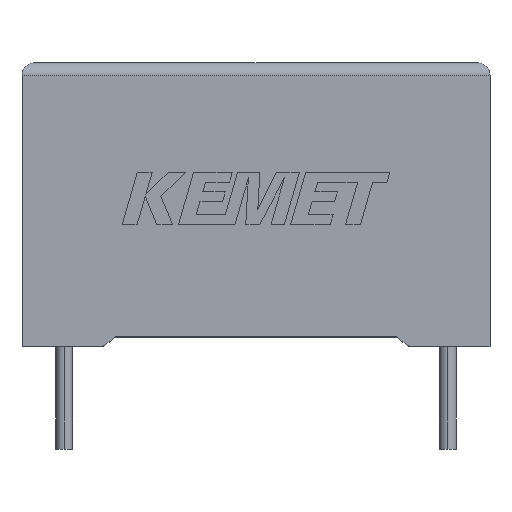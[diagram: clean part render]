
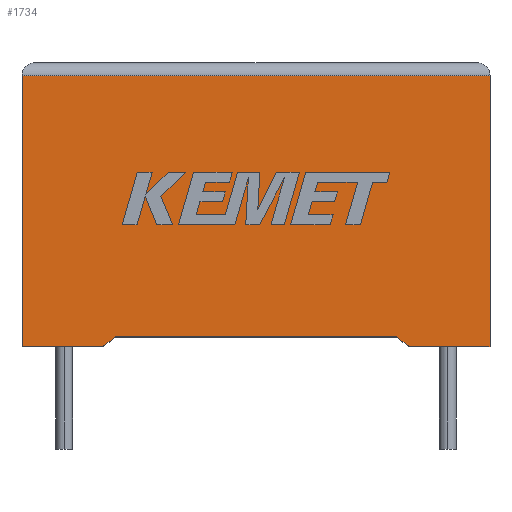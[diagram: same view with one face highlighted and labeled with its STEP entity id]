
A CAD part, top view. The second image highlights one B-rep face of the part: STEP entity #1734.
In plain terms, the highlighted planar face has unit normal (0, 0, 1).
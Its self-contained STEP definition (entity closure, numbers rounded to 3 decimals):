
#43 = AXIS2_PLACEMENT_3D ( 'NONE', #2496, #1795, #819 ) ;
#109 = ORIENTED_EDGE ( 'NONE', *, *, #695, .T. ) ;
#196 = ORIENTED_EDGE ( 'NONE', *, *, #1019, .T. ) ;
#243 = DIRECTION ( 'NONE',  ( 0.799, -0.602, 0. ) ) ;
#288 = CARTESIAN_POINT ( 'NONE',  ( 15.15, 0., 5.2 ) ) ;
#291 = CARTESIAN_POINT ( 'NONE',  ( 0., 10.6, 5.2 ) ) ;
#314 = VERTEX_POINT ( 'NONE', #3020 ) ;
#347 = VECTOR ( 'NONE', #243, 1000. ) ;
#396 = EDGE_CURVE ( 'NONE', #2027, #314, #1479, .T. ) ;
#461 = CARTESIAN_POINT ( 'NONE',  ( 0., 0., 5.2 ) ) ;
#470 = LINE ( 'NONE', #461, #1665 ) ;
#566 = FACE_OUTER_BOUND ( 'NONE', #2398, .T. ) ;
#569 = LINE ( 'NONE', #808, #1432 ) ;
#627 = VECTOR ( 'NONE', #2865, 1000. ) ;
#649 = DIRECTION ( 'NONE',  ( -1., 0., 0. ) ) ;
#681 = VECTOR ( 'NONE', #1429, 1000. ) ;
#695 = EDGE_CURVE ( 'NONE', #2945, #2908, #1997, .T. ) ;
#808 = CARTESIAN_POINT ( 'NONE',  ( 0., 0., 5.2 ) ) ;
#815 = CARTESIAN_POINT ( 'NONE',  ( 0., 0., 5.2 ) ) ;
#819 = DIRECTION ( 'NONE',  ( -1., 0., 0. ) ) ;
#843 = VERTEX_POINT ( 'NONE', #1122 ) ;
#870 = ORIENTED_EDGE ( 'NONE', *, *, #1559, .F. ) ;
#921 = CARTESIAN_POINT ( 'NONE',  ( 15.15, 0., 5.2 ) ) ;
#928 = LINE ( 'NONE', #3012, #2359 ) ;
#967 = CARTESIAN_POINT ( 'NONE',  ( 18.3, 0., 5.2 ) ) ;
#1019 = EDGE_CURVE ( 'NONE', #1404, #2027, #1230, .T. ) ;
#1122 = CARTESIAN_POINT ( 'NONE',  ( 14.642, 0.383, 5.2 ) ) ;
#1176 = DIRECTION ( 'NONE',  ( 0., -1., 0. ) ) ;
#1229 = VERTEX_POINT ( 'NONE', #921 ) ;
#1230 = LINE ( 'NONE', #967, #681 ) ;
#1361 = EDGE_CURVE ( 'NONE', #3052, #2908, #2580, .T. ) ;
#1363 = ORIENTED_EDGE ( 'NONE', *, *, #1952, .T. ) ;
#1404 = VERTEX_POINT ( 'NONE', #1543 ) ;
#1429 = DIRECTION ( 'NONE',  ( 0., 1., 0. ) ) ;
#1432 = VECTOR ( 'NONE', #2472, 1000. ) ;
#1479 = LINE ( 'NONE', #291, #627 ) ;
#1504 = EDGE_CURVE ( 'NONE', #314, #2945, #470, .T. ) ;
#1543 = CARTESIAN_POINT ( 'NONE',  ( 18.3, 0., 5.2 ) ) ;
#1548 = ORIENTED_EDGE ( 'NONE', *, *, #2277, .T. ) ;
#1559 = EDGE_CURVE ( 'NONE', #843, #3052, #928, .T. ) ;
#1592 = CARTESIAN_POINT ( 'NONE',  ( 3.658, 0.383, 5.2 ) ) ;
#1665 = VECTOR ( 'NONE', #1176, 1000. ) ;
#1686 = ORIENTED_EDGE ( 'NONE', *, *, #1361, .F. ) ;
#1705 = CARTESIAN_POINT ( 'NONE',  ( 18.3, 10.6, 5.2 ) ) ;
#1734 = ADVANCED_FACE ( 'NONE', ( #566 ), #2933, .F. ) ;
#1795 = DIRECTION ( 'NONE',  ( 0., 0., -1. ) ) ;
#1946 = CARTESIAN_POINT ( 'NONE',  ( 3.15, 0., 5.2 ) ) ;
#1952 = EDGE_CURVE ( 'NONE', #843, #1229, #2612, .T. ) ;
#1963 = VECTOR ( 'NONE', #2884, 1000. ) ;
#1983 = CARTESIAN_POINT ( 'NONE',  ( 0., 0., 5.2 ) ) ;
#1997 = LINE ( 'NONE', #1983, #2400 ) ;
#2018 = DIRECTION ( 'NONE',  ( 1., 0., 0. ) ) ;
#2027 = VERTEX_POINT ( 'NONE', #1705 ) ;
#2271 = ORIENTED_EDGE ( 'NONE', *, *, #396, .T. ) ;
#2277 = EDGE_CURVE ( 'NONE', #1229, #1404, #569, .T. ) ;
#2359 = VECTOR ( 'NONE', #649, 1000. ) ;
#2398 = EDGE_LOOP ( 'NONE', ( #196, #2271, #2511, #109, #1686, #870, #1363, #1548 ) ) ;
#2400 = VECTOR ( 'NONE', #2018, 1000. ) ;
#2472 = DIRECTION ( 'NONE',  ( 1., 0., 0. ) ) ;
#2496 = CARTESIAN_POINT ( 'NONE',  ( 0., 0., 5.2 ) ) ;
#2511 = ORIENTED_EDGE ( 'NONE', *, *, #1504, .T. ) ;
#2580 = LINE ( 'NONE', #1946, #1963 ) ;
#2612 = LINE ( 'NONE', #288, #347 ) ;
#2865 = DIRECTION ( 'NONE',  ( -1., 0., 0. ) ) ;
#2884 = DIRECTION ( 'NONE',  ( -0.799, -0.602, 0. ) ) ;
#2908 = VERTEX_POINT ( 'NONE', #2975 ) ;
#2933 = PLANE ( 'NONE',  #43 ) ;
#2945 = VERTEX_POINT ( 'NONE', #815 ) ;
#2975 = CARTESIAN_POINT ( 'NONE',  ( 3.15, 0., 5.2 ) ) ;
#3012 = CARTESIAN_POINT ( 'NONE',  ( 9.15, 0.383, 5.2 ) ) ;
#3020 = CARTESIAN_POINT ( 'NONE',  ( 0., 10.6, 5.2 ) ) ;
#3052 = VERTEX_POINT ( 'NONE', #1592 ) ;
